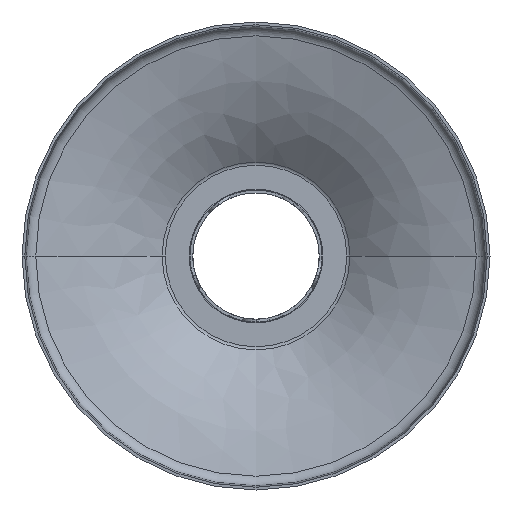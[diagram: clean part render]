
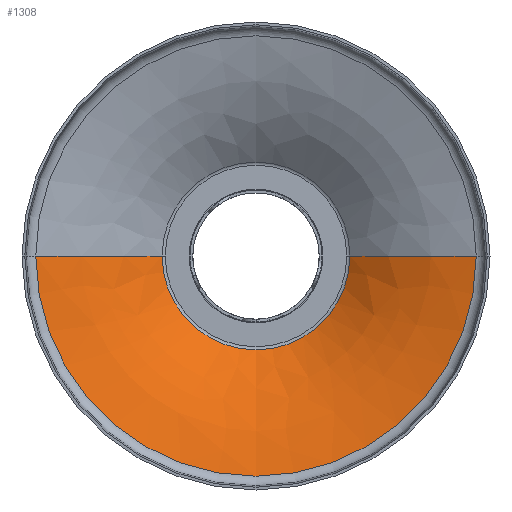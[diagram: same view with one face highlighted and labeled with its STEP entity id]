
A CAD part, front view. The second image highlights one B-rep face of the part: STEP entity #1308.
In plain terms, the highlighted free-form (B-spline) face has degree [3, 3] with [7, 4] control points.
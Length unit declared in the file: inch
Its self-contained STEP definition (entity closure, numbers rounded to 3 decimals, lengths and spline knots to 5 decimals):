
#516=CARTESIAN_POINT('',(1.48712,1.67942,0.));
#517=DIRECTION('',(0.,0.,1.));
#518=DIRECTION('',(-0.651,-0.759,0.));
#519=AXIS2_PLACEMENT_3D('',#516,#517,#518);
#521=CARTESIAN_POINT('',(-1.48712,1.67942,0.));
#522=DIRECTION('',(0.,0.,-1.));
#523=DIRECTION('',(0.651,-0.759,0.));
#524=AXIS2_PLACEMENT_3D('',#521,#522,#523);
#526=CARTESIAN_POINT('',(0.,0.52898,0.));
#527=DIRECTION('',(0.,1.,0.));
#528=DIRECTION('',(1.,0.,0.));
#529=AXIS2_PLACEMENT_3D('',#526,#527,#528);
#551=CARTESIAN_POINT('',(0.,0.19666,0.));
#552=DIRECTION('',(0.,1.,0.));
#553=DIRECTION('',(1.,0.,0.));
#554=AXIS2_PLACEMENT_3D('',#551,#552,#553);
#617=CARTESIAN_POINT('',(0.50136,0.52898,0.));
#619=VERTEX_POINT('',#617);
#620=CARTESIAN_POINT('',(1.17626,0.19666,0.));
#621=VERTEX_POINT('',#620);
#645=CARTESIAN_POINT('',(-0.50136,0.52898,0.));
#647=VERTEX_POINT('',#645);
#648=CARTESIAN_POINT('',(-1.17626,0.19666,0.));
#649=VERTEX_POINT('',#648);
#1270=CARTESIAN_POINT('',(-1.1888,0.19361,
0.07479));
#1271=CARTESIAN_POINT('',(-0.92787,0.24569,
0.05838));
#1272=CARTESIAN_POINT('',(-0.68919,0.36346,
0.04336));
#1273=CARTESIAN_POINT('',(-0.4889,0.53893,
0.03076));
#1274=CARTESIAN_POINT('',(-1.23483,0.19361,
-0.65679));
#1275=CARTESIAN_POINT('',(-0.9638,0.24569,
-0.51263));
#1276=CARTESIAN_POINT('',(-0.71587,0.36346,
-0.38076));
#1277=CARTESIAN_POINT('',(-0.50783,0.53893,
-0.27011));
#1278=CARTESIAN_POINT('',(-0.73303,0.19361,
-1.19115));
#1279=CARTESIAN_POINT('',(-0.57214,0.24569,
-0.92971));
#1280=CARTESIAN_POINT('',(-0.42496,0.36346,
-0.69055));
#1281=CARTESIAN_POINT('',(-0.30146,0.53893,
-0.48987));
#1282=CARTESIAN_POINT('',(0.,0.19361,-1.19115));
#1283=CARTESIAN_POINT('',(0.,0.24569,-0.92971));
#1284=CARTESIAN_POINT('',(0.,0.36346,-0.69055));
#1285=CARTESIAN_POINT('',(0.,0.53893,-0.48987));
#1286=CARTESIAN_POINT('',(0.73303,0.19361,
-1.19115));
#1287=CARTESIAN_POINT('',(0.57214,0.24569,
-0.92971));
#1288=CARTESIAN_POINT('',(0.42496,0.36346,
-0.69055));
#1289=CARTESIAN_POINT('',(0.30146,0.53893,
-0.48987));
#1290=CARTESIAN_POINT('',(1.23483,0.19361,
-0.65679));
#1291=CARTESIAN_POINT('',(0.9638,0.24569,
-0.51263));
#1292=CARTESIAN_POINT('',(0.71587,0.36346,
-0.38076));
#1293=CARTESIAN_POINT('',(0.50783,0.53893,
-0.27011));
#1294=CARTESIAN_POINT('',(1.1888,0.19361,
0.07479));
#1295=CARTESIAN_POINT('',(0.92787,0.24569,
0.05838));
#1296=CARTESIAN_POINT('',(0.68919,0.36346,
0.04336));
#1297=CARTESIAN_POINT('',(0.4889,0.53893,
0.03076));
#1298=(BOUNDED_SURFACE()B_SPLINE_SURFACE(3,3,((#1270,#1271,#1272,#1273),(#1274,
#1275,#1276,#1277),(#1278,#1279,#1280,#1281),(#1282,#1283,#1284,#1285),(#1286,
#1287,#1288,#1289),(#1290,#1291,#1292,#1293),(#1294,#1295,#1296,#1297)),
.UNSPECIFIED.,.F.,.F.,.F.)B_SPLINE_SURFACE_WITH_KNOTS((4,3,4),(4,4),(0.,1.,
2.),(0.,1.),.UNSPECIFIED.)GEOMETRIC_REPRESENTATION_ITEM()RATIONAL_B_SPLINE_SURFACE(((1.208,1.18,1.18,1.208),(
0.954,0.932,0.932,0.954),(
0.954,0.932,0.932,0.954),(
1.208,1.18,1.18,1.208),(
0.954,0.932,0.932,0.954),(
0.954,0.932,0.932,0.954),(
1.208,1.18,1.18,1.208)))REPRESENTATION_ITEM('')SURFACE());
#1300=ORIENTED_EDGE('',*,*,#1299,.T.);
#1302=ORIENTED_EDGE('',*,*,#1301,.T.);
#1304=ORIENTED_EDGE('',*,*,#1303,.F.);
#1305=ORIENTED_EDGE('',*,*,#1263,.F.);
#1306=EDGE_LOOP('',(#1300,#1302,#1304,#1305));
#1307=FACE_OUTER_BOUND('',#1306,.F.);
#1308=ADVANCED_FACE('',(#1307),#1298,.T.);
#520=CIRCLE('',#519,1.515);
#525=CIRCLE('',#524,1.515);
#530=CIRCLE('',#529,0.50136);
#555=CIRCLE('',#554,1.17626);
#1263=EDGE_CURVE('',#619,#647,#530,.T.);
#1299=EDGE_CURVE('',#619,#621,#520,.T.);
#1301=EDGE_CURVE('',#621,#649,#555,.T.);
#1303=EDGE_CURVE('',#647,#649,#525,.T.);
